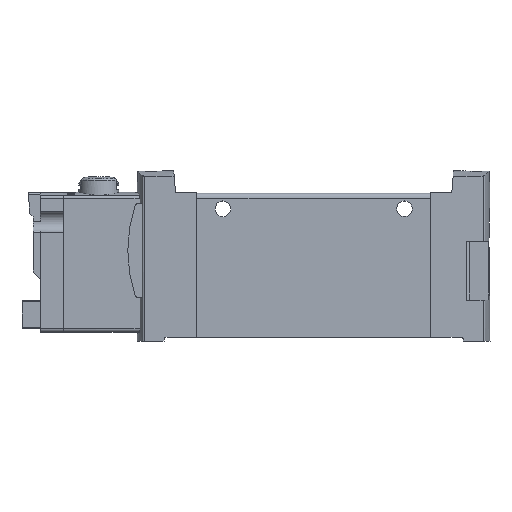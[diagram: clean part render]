
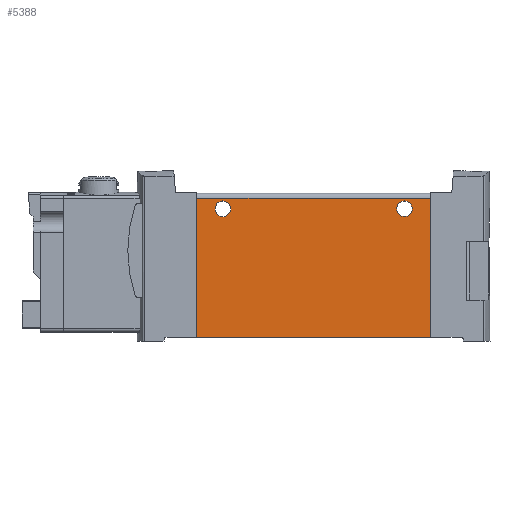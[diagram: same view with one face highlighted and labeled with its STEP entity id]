
A CAD part, top view. The second image highlights one B-rep face of the part: STEP entity #5388.
In plain terms, the highlighted planar face has unit normal (0, 0, 1).
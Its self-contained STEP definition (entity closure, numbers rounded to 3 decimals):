
#102=PLANE('',#5777);
#378=LINE('',#8207,#942);
#380=LINE('',#8216,#944);
#381=LINE('',#8218,#945);
#382=LINE('',#8220,#946);
#942=VECTOR('',#6466,1000.);
#944=VECTOR('',#6476,1000.);
#945=VECTOR('',#6477,1000.);
#946=VECTOR('',#6478,1000.);
#1628=ORIENTED_EDGE('',*,*,#3187,.F.);
#1629=ORIENTED_EDGE('',*,*,#3188,.F.);
#1630=ORIENTED_EDGE('',*,*,#3189,.T.);
#1631=ORIENTED_EDGE('',*,*,#3190,.F.);
#1632=ORIENTED_EDGE('',*,*,#3191,.F.);
#1633=ORIENTED_EDGE('',*,*,#3184,.T.);
#3184=EDGE_CURVE('',#3956,#3955,#378,.T.);
#3187=EDGE_CURVE('',#3957,#3957,#4409,.T.);
#3188=EDGE_CURVE('',#3958,#3958,#4410,.T.);
#3189=EDGE_CURVE('',#3955,#3959,#380,.T.);
#3190=EDGE_CURVE('',#3960,#3959,#381,.T.);
#3191=EDGE_CURVE('',#3956,#3960,#382,.T.);
#3955=VERTEX_POINT('',#8206);
#3956=VERTEX_POINT('',#8208);
#3957=VERTEX_POINT('',#8213);
#3958=VERTEX_POINT('',#8215);
#3959=VERTEX_POINT('',#8217);
#3960=VERTEX_POINT('',#8219);
#4409=CIRCLE('',#5778,1.6);
#4410=CIRCLE('',#5779,1.6);
#4593=EDGE_LOOP('',(#1628));
#4594=EDGE_LOOP('',(#1629));
#4595=EDGE_LOOP('',(#1630,#1631,#1632,#1633));
#4954=FACE_BOUND('',#4593,.T.);
#4955=FACE_BOUND('',#4594,.T.);
#4956=FACE_BOUND('',#4595,.T.);
#5388=ADVANCED_FACE('',(#4954,#4955,#4956),#102,.F.);
#5777=AXIS2_PLACEMENT_3D('',#8211,#6470,#6471);
#5778=AXIS2_PLACEMENT_3D('',#8212,#6472,#6473);
#5779=AXIS2_PLACEMENT_3D('',#8214,#6474,#6475);
#6466=DIRECTION('',(-1.,0.,0.));
#6470=DIRECTION('',(0.,0.,-1.));
#6471=DIRECTION('',(-1.,0.,0.));
#6472=DIRECTION('',(0.,0.,1.));
#6473=DIRECTION('',(1.,0.,0.));
#6474=DIRECTION('',(0.,0.,1.));
#6475=DIRECTION('',(1.,0.,0.));
#6476=DIRECTION('',(0.,-1.,0.));
#6477=DIRECTION('',(-1.,0.,0.));
#6478=DIRECTION('',(0.,-1.,0.));
#8206=CARTESIAN_POINT('',(-23.8,28.35,7.2));
#8207=CARTESIAN_POINT('',(23.8,28.35,7.2));
#8208=CARTESIAN_POINT('',(23.8,28.35,7.2));
#8211=CARTESIAN_POINT('',(23.8,28.35,7.2));
#8212=CARTESIAN_POINT('',(-18.5,26.2,7.2));
#8213=CARTESIAN_POINT('',(-16.9,26.2,7.2));
#8214=CARTESIAN_POINT('',(18.5,26.2,7.2));
#8215=CARTESIAN_POINT('',(20.1,26.2,7.2));
#8216=CARTESIAN_POINT('',(-23.8,28.35,7.2));
#8217=CARTESIAN_POINT('',(-23.8,0.,7.2));
#8218=CARTESIAN_POINT('',(23.8,0.,7.2));
#8219=CARTESIAN_POINT('',(23.8,0.,7.2));
#8220=CARTESIAN_POINT('',(23.8,28.35,7.2));
